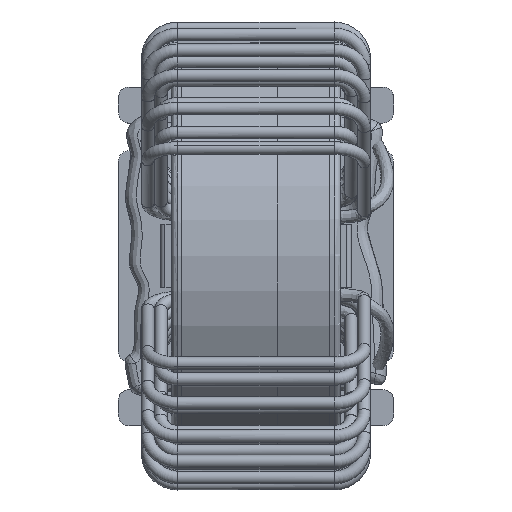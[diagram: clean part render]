
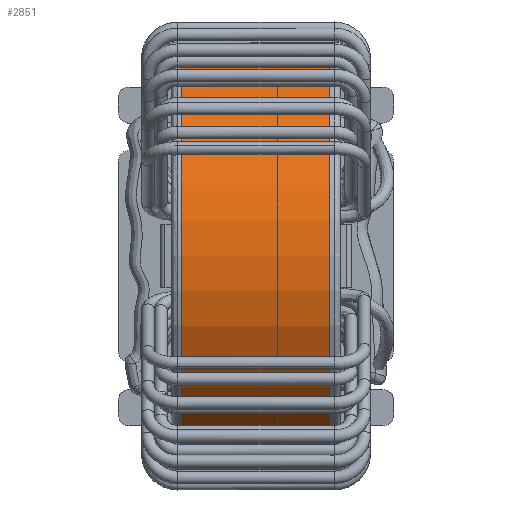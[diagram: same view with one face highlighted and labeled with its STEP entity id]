
A CAD part, top view. The second image highlights one B-rep face of the part: STEP entity #2851.
In plain terms, the highlighted cylindrical face has radius 9.66 mm (diameter 19.32 mm), a full revolution.
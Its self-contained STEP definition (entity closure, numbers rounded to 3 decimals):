
#2851=ADVANCED_FACE('',(#6679,#6680),#6681,.T.);
#2857=EDGE_CURVE('',#6691,#6691,#6692,.T.);
#2861=EDGE_CURVE('',#6697,#6697,#6698,.T.);
#6679=FACE_OUTER_BOUND('',#23939,.T.);
#6680=FACE_OUTER_BOUND('',#23940,.T.);
#6681=CYLINDRICAL_SURFACE('',#23941,9.66);
#6691=VERTEX_POINT('',#23952);
#6692=CIRCLE('',#23953,9.66);
#6697=VERTEX_POINT('',#23960);
#6698=CIRCLE('',#23961,9.66);
#23939=EDGE_LOOP('',(#29323));
#23940=EDGE_LOOP('',(#29324));
#23941=AXIS2_PLACEMENT_3D('',#29325,#29326,#29327);
#23952=CARTESIAN_POINT('',(1.832,5.91,14.8));
#23953=AXIS2_PLACEMENT_3D('',#29340,#29341,#29342);
#23960=CARTESIAN_POINT('',(8.832,5.91,14.8));
#23961=AXIS2_PLACEMENT_3D('',#29346,#29347,#29348);
#29323=ORIENTED_EDGE('',*,*,#2861,.F.);
#29324=ORIENTED_EDGE('',*,*,#2857,.T.);
#29325=CARTESIAN_POINT('',(1.832,-3.75,14.8));
#29326=DIRECTION('',(1.0,0.,0.));
#29327=DIRECTION('',(0.,0.,-1.0));
#29340=CARTESIAN_POINT('',(1.832,-3.75,14.8));
#29341=DIRECTION('',(1.0,0.,0.));
#29342=DIRECTION('',(0.,1.0,0.));
#29346=CARTESIAN_POINT('',(8.832,-3.75,14.8));
#29347=DIRECTION('',(1.0,0.,0.));
#29348=DIRECTION('',(0.,1.0,0.));
